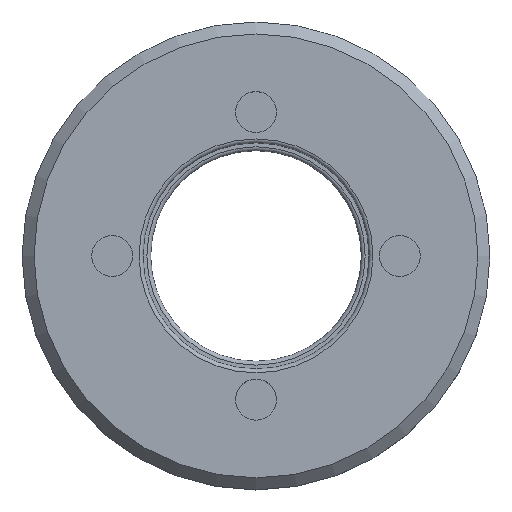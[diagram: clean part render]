
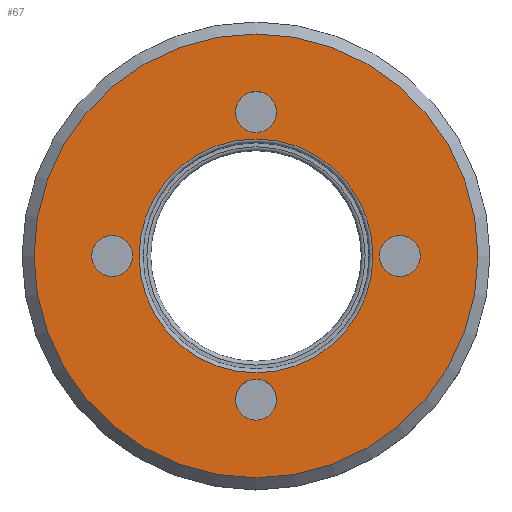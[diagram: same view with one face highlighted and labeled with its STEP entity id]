
A CAD part, top view. The second image highlights one B-rep face of the part: STEP entity #67.
In plain terms, the highlighted planar face has unit normal (0, 0, 1).
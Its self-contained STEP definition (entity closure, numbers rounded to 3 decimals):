
#67 = ADVANCED_FACE( '', ( #150, #151, #152, #153, #154, #155 ), #156, .T. );
#150 = FACE_OUTER_BOUND( '', #257, .T. );
#151 = FACE_BOUND( '', #258, .T. );
#152 = FACE_BOUND( '', #259, .T. );
#153 = FACE_BOUND( '', #260, .T. );
#154 = FACE_BOUND( '', #261, .T. );
#155 = FACE_BOUND( '', #262, .T. );
#156 = PLANE( '', #263 );
#257 = EDGE_LOOP( '', ( #376 ) );
#258 = EDGE_LOOP( '', ( #377 ) );
#259 = EDGE_LOOP( '', ( #378 ) );
#260 = EDGE_LOOP( '', ( #379 ) );
#261 = EDGE_LOOP( '', ( #380 ) );
#262 = EDGE_LOOP( '', ( #381 ) );
#263 = AXIS2_PLACEMENT_3D( '', #382, #383, #384 );
#376 = ORIENTED_EDGE( '', *, *, #496, .T. );
#377 = ORIENTED_EDGE( '', *, *, #497, .T. );
#378 = ORIENTED_EDGE( '', *, *, #479, .T. );
#379 = ORIENTED_EDGE( '', *, *, #498, .T. );
#380 = ORIENTED_EDGE( '', *, *, #499, .T. );
#381 = ORIENTED_EDGE( '', *, *, #482, .F. );
#382 = CARTESIAN_POINT( '', ( 6., 0., 0. ) );
#383 = DIRECTION( '', ( 0., 0., 1. ) );
#384 = DIRECTION( '', ( 1., 0., 0. ) );
#479 = EDGE_CURVE( '', #532, #532, #533, .F. );
#482 = EDGE_CURVE( '', #537, #537, #538, .T. );
#496 = EDGE_CURVE( '', #559, #559, #560, .T. );
#497 = EDGE_CURVE( '', #561, #561, #562, .F. );
#498 = EDGE_CURVE( '', #563, #563, #564, .F. );
#499 = EDGE_CURVE( '', #565, #565, #566, .F. );
#532 = VERTEX_POINT( '', #607 );
#533 = CIRCLE( '', #608, 1.05 );
#537 = VERTEX_POINT( '', #612 );
#538 = CIRCLE( '', #613, 6. );
#559 = VERTEX_POINT( '', #634 );
#560 = CIRCLE( '', #635, 11.387 );
#561 = VERTEX_POINT( '', #636 );
#562 = CIRCLE( '', #637, 1.05 );
#563 = VERTEX_POINT( '', #638 );
#564 = CIRCLE( '', #639, 1.05 );
#565 = VERTEX_POINT( '', #640 );
#566 = CIRCLE( '', #641, 1.05 );
#607 = CARTESIAN_POINT( '', ( 1.05, 7.375, 0. ) );
#608 = AXIS2_PLACEMENT_3D( '', #682, #683, #684 );
#612 = CARTESIAN_POINT( '', ( 6., 0., 0. ) );
#613 = AXIS2_PLACEMENT_3D( '', #688, #689, #690 );
#634 = CARTESIAN_POINT( '', ( 11.387, 0., 0. ) );
#635 = AXIS2_PLACEMENT_3D( '', #712, #713, #714 );
#636 = CARTESIAN_POINT( '', ( 8.425, 0., 0. ) );
#637 = AXIS2_PLACEMENT_3D( '', #715, #716, #717 );
#638 = CARTESIAN_POINT( '', ( -6.325, 0., 0. ) );
#639 = AXIS2_PLACEMENT_3D( '', #718, #719, #720 );
#640 = CARTESIAN_POINT( '', ( 1.05, -7.375, 0. ) );
#641 = AXIS2_PLACEMENT_3D( '', #721, #722, #723 );
#682 = CARTESIAN_POINT( '', ( 0., 7.375, 0. ) );
#683 = DIRECTION( '', ( 0., 0., 1. ) );
#684 = DIRECTION( '', ( 1., 0., 0. ) );
#688 = CARTESIAN_POINT( '', ( 0., 0., 0. ) );
#689 = DIRECTION( '', ( 0., 0., 1. ) );
#690 = DIRECTION( '', ( 1., 0., 0. ) );
#712 = CARTESIAN_POINT( '', ( 0., 0., 0. ) );
#713 = DIRECTION( '', ( 0., 0., 1. ) );
#714 = DIRECTION( '', ( 1., 0., 0. ) );
#715 = CARTESIAN_POINT( '', ( 7.375, 0., 0. ) );
#716 = DIRECTION( '', ( 0., 0., 1. ) );
#717 = DIRECTION( '', ( 1., 0., 0. ) );
#718 = CARTESIAN_POINT( '', ( -7.375, 0., 0. ) );
#719 = DIRECTION( '', ( 0., 0., 1. ) );
#720 = DIRECTION( '', ( 1., 0., 0. ) );
#721 = CARTESIAN_POINT( '', ( 0., -7.375, 0. ) );
#722 = DIRECTION( '', ( 0., 0., 1. ) );
#723 = DIRECTION( '', ( 1., 0., 0. ) );
